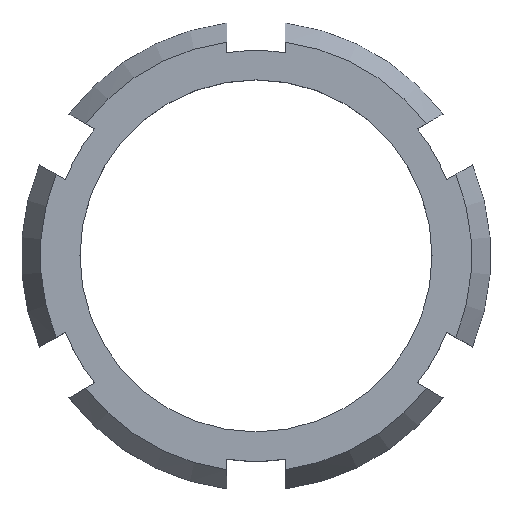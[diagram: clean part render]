
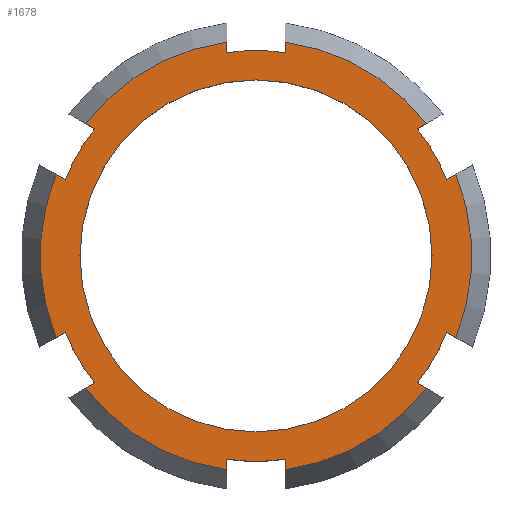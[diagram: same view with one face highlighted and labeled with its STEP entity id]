
A CAD part, top view. The second image highlights one B-rep face of the part: STEP entity #1678.
In plain terms, the highlighted planar face has unit normal (0, 0, 1).
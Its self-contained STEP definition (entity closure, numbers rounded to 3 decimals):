
#93=CARTESIAN_POINT('',(-7.5,0.,19.3));
#94=VERTEX_POINT('',#93);
#110=CARTESIAN_POINT('',(7.5,0.0,19.3));
#111=VERTEX_POINT('',#110);
#118=CARTESIAN_POINT('',(0.0,0.0,19.3));
#119=DIRECTION('',(0.0,0.0,-1.0));
#120=DIRECTION('',(-1.0,0.0,0.0));
#121=AXIS2_PLACEMENT_3D('',#118,#119,#120);
#122=CIRCLE('',#121,7.5);
#123=EDGE_CURVE('',#94,#111,#122,.T.);
#165=CARTESIAN_POINT('',(6.875,5.413,19.3));
#166=VERTEX_POINT('',#165);
#173=CARTESIAN_POINT('',(8.125,3.248,19.3));
#174=VERTEX_POINT('',#173);
#175=CARTESIAN_POINT('',(0.0,0.0,19.3));
#176=DIRECTION('',(0.,0.,1.0));
#177=DIRECTION('',(-0.929,-0.371,0.));
#178=AXIS2_PLACEMENT_3D('',#175,#176,#177);
#179=CIRCLE('',#178,8.75);
#180=EDGE_CURVE('',#174,#166,#179,.T.);
#198=CARTESIAN_POINT('',(8.511,3.471,19.3));
#199=VERTEX_POINT('',#198);
#228=CARTESIAN_POINT('',(8.511,3.471,19.3));
#229=DIRECTION('',(-0.866,-0.5,0.0));
#230=VECTOR('',#229,0.446);
#231=LINE('',#228,#230);
#232=EDGE_CURVE('',#199,#174,#231,.T.);
#242=CARTESIAN_POINT('',(7.261,5.636,19.3));
#243=VERTEX_POINT('',#242);
#259=CARTESIAN_POINT('',(6.875,5.413,19.3));
#260=DIRECTION('',(0.866,0.5,0.0));
#261=VECTOR('',#260,0.446);
#262=LINE('',#259,#261);
#263=EDGE_CURVE('',#166,#243,#262,.T.);
#320=CARTESIAN_POINT('',(8.125,-3.248,19.3));
#321=VERTEX_POINT('',#320);
#328=CARTESIAN_POINT('',(6.875,-5.413,19.3));
#329=VERTEX_POINT('',#328);
#330=CARTESIAN_POINT('',(0.0,0.0,19.3));
#331=DIRECTION('',(0.,0.,1.0));
#332=DIRECTION('',(-0.786,0.619,0.));
#333=AXIS2_PLACEMENT_3D('',#330,#331,#332);
#334=CIRCLE('',#333,8.75);
#335=EDGE_CURVE('',#329,#321,#334,.T.);
#353=CARTESIAN_POINT('',(7.261,-5.636,19.3));
#354=VERTEX_POINT('',#353);
#383=CARTESIAN_POINT('',(7.261,-5.636,19.3));
#384=DIRECTION('',(-0.866,0.5,0.0));
#385=VECTOR('',#384,0.446);
#386=LINE('',#383,#385);
#387=EDGE_CURVE('',#354,#329,#386,.T.);
#397=CARTESIAN_POINT('',(8.511,-3.471,19.3));
#398=VERTEX_POINT('',#397);
#414=CARTESIAN_POINT('',(8.125,-3.248,19.3));
#415=DIRECTION('',(0.866,-0.5,0.0));
#416=VECTOR('',#415,0.446);
#417=LINE('',#414,#416);
#418=EDGE_CURVE('',#321,#398,#417,.T.);
#475=CARTESIAN_POINT('',(1.25,-8.66,19.3));
#476=VERTEX_POINT('',#475);
#483=CARTESIAN_POINT('',(-1.25,-8.66,19.3));
#484=VERTEX_POINT('',#483);
#485=CARTESIAN_POINT('',(0.0,0.0,19.3));
#486=DIRECTION('',(0.,0.,1.0));
#487=DIRECTION('',(0.143,0.99,0.));
#488=AXIS2_PLACEMENT_3D('',#485,#486,#487);
#489=CIRCLE('',#488,8.75);
#490=EDGE_CURVE('',#484,#476,#489,.T.);
#508=CARTESIAN_POINT('',(-1.25,-9.106,19.3));
#509=VERTEX_POINT('',#508);
#538=CARTESIAN_POINT('',(-1.25,-9.106,19.3));
#539=DIRECTION('',(0.0,1.0,0.0));
#540=VECTOR('',#539,0.446);
#541=LINE('',#538,#540);
#542=EDGE_CURVE('',#509,#484,#541,.T.);
#552=CARTESIAN_POINT('',(1.25,-9.106,19.3));
#553=VERTEX_POINT('',#552);
#569=CARTESIAN_POINT('',(1.25,-8.66,19.3));
#570=DIRECTION('',(0.0,-1.0,0.0));
#571=VECTOR('',#570,0.446);
#572=LINE('',#569,#571);
#573=EDGE_CURVE('',#476,#553,#572,.T.);
#630=CARTESIAN_POINT('',(-6.875,-5.413,19.3));
#631=VERTEX_POINT('',#630);
#638=CARTESIAN_POINT('',(-8.125,-3.248,19.3));
#639=VERTEX_POINT('',#638);
#640=CARTESIAN_POINT('',(0.0,0.0,19.3));
#641=DIRECTION('',(0.,0.,1.0));
#642=DIRECTION('',(0.929,0.371,0.));
#643=AXIS2_PLACEMENT_3D('',#640,#641,#642);
#644=CIRCLE('',#643,8.75);
#645=EDGE_CURVE('',#639,#631,#644,.T.);
#663=CARTESIAN_POINT('',(-8.511,-3.471,19.3));
#664=VERTEX_POINT('',#663);
#693=CARTESIAN_POINT('',(-8.511,-3.471,19.3));
#694=DIRECTION('',(0.866,0.5,0.0));
#695=VECTOR('',#694,0.446);
#696=LINE('',#693,#695);
#697=EDGE_CURVE('',#664,#639,#696,.T.);
#707=CARTESIAN_POINT('',(-7.261,-5.636,19.3));
#708=VERTEX_POINT('',#707);
#724=CARTESIAN_POINT('',(-6.875,-5.413,19.3));
#725=DIRECTION('',(-0.866,-0.5,0.0));
#726=VECTOR('',#725,0.446);
#727=LINE('',#724,#726);
#728=EDGE_CURVE('',#631,#708,#727,.T.);
#785=CARTESIAN_POINT('',(-8.125,3.248,19.3));
#786=VERTEX_POINT('',#785);
#793=CARTESIAN_POINT('',(-6.875,5.413,19.3));
#794=VERTEX_POINT('',#793);
#795=CARTESIAN_POINT('',(0.0,0.0,19.3));
#796=DIRECTION('',(0.,0.,1.0));
#797=DIRECTION('',(0.786,-0.619,0.));
#798=AXIS2_PLACEMENT_3D('',#795,#796,#797);
#799=CIRCLE('',#798,8.75);
#800=EDGE_CURVE('',#794,#786,#799,.T.);
#818=CARTESIAN_POINT('',(-7.261,5.636,19.3));
#819=VERTEX_POINT('',#818);
#848=CARTESIAN_POINT('',(-7.261,5.636,19.3));
#849=DIRECTION('',(0.866,-0.5,0.0));
#850=VECTOR('',#849,0.446);
#851=LINE('',#848,#850);
#852=EDGE_CURVE('',#819,#794,#851,.T.);
#862=CARTESIAN_POINT('',(-8.511,3.471,19.3));
#863=VERTEX_POINT('',#862);
#879=CARTESIAN_POINT('',(-8.125,3.248,19.3));
#880=DIRECTION('',(-0.866,0.5,0.0));
#881=VECTOR('',#880,0.446);
#882=LINE('',#879,#881);
#883=EDGE_CURVE('',#786,#863,#882,.T.);
#1234=CARTESIAN_POINT('',(-1.25,9.106,19.3));
#1235=VERTEX_POINT('',#1234);
#1236=CARTESIAN_POINT('',(0.0,0.0,19.3));
#1237=DIRECTION('',(0.0,0.0,1.0));
#1238=DIRECTION('',(0.0,-1.0,0.0));
#1239=AXIS2_PLACEMENT_3D('',#1236,#1237,#1238);
#1240=CIRCLE('',#1239,9.192);
#1241=EDGE_CURVE('',#1235,#819,#1240,.T.);
#1287=CARTESIAN_POINT('',(0.0,0.0,19.3));
#1288=DIRECTION('',(0.0,0.0,1.0));
#1289=DIRECTION('',(0.0,-1.0,0.0));
#1290=AXIS2_PLACEMENT_3D('',#1287,#1288,#1289);
#1291=CIRCLE('',#1290,9.192);
#1292=EDGE_CURVE('',#863,#664,#1291,.T.);
#1326=CARTESIAN_POINT('',(0.0,0.0,19.3));
#1327=DIRECTION('',(0.0,0.0,1.0));
#1328=DIRECTION('',(0.0,-1.0,0.0));
#1329=AXIS2_PLACEMENT_3D('',#1326,#1327,#1328);
#1330=CIRCLE('',#1329,9.192);
#1331=EDGE_CURVE('',#708,#509,#1330,.T.);
#1365=CARTESIAN_POINT('',(0.0,0.0,19.3));
#1366=DIRECTION('',(0.0,0.0,1.0));
#1367=DIRECTION('',(0.0,-1.0,0.0));
#1368=AXIS2_PLACEMENT_3D('',#1365,#1366,#1367);
#1369=CIRCLE('',#1368,9.192);
#1370=EDGE_CURVE('',#553,#354,#1369,.T.);
#1404=CARTESIAN_POINT('',(0.0,0.0,19.3));
#1405=DIRECTION('',(0.0,0.0,1.0));
#1406=DIRECTION('',(0.0,-1.0,0.0));
#1407=AXIS2_PLACEMENT_3D('',#1404,#1405,#1406);
#1408=CIRCLE('',#1407,9.192);
#1409=EDGE_CURVE('',#398,#199,#1408,.T.);
#1443=CARTESIAN_POINT('',(-1.25,8.66,19.3));
#1444=VERTEX_POINT('',#1443);
#1451=CARTESIAN_POINT('',(1.25,8.66,19.3));
#1452=VERTEX_POINT('',#1451);
#1453=CARTESIAN_POINT('',(0.0,0.0,19.3));
#1454=DIRECTION('',(0.,0.,1.0));
#1455=DIRECTION('',(-0.143,-0.99,0.));
#1456=AXIS2_PLACEMENT_3D('',#1453,#1454,#1455);
#1457=CIRCLE('',#1456,8.75);
#1458=EDGE_CURVE('',#1452,#1444,#1457,.T.);
#1476=CARTESIAN_POINT('',(1.25,9.106,19.3));
#1477=VERTEX_POINT('',#1476);
#1499=CARTESIAN_POINT('',(1.25,9.106,19.3));
#1500=DIRECTION('',(0.0,-1.0,0.0));
#1501=VECTOR('',#1500,0.446);
#1502=LINE('',#1499,#1501);
#1503=EDGE_CURVE('',#1477,#1452,#1502,.T.);
#1514=CARTESIAN_POINT('',(-1.25,8.66,19.3));
#1515=DIRECTION('',(0.0,1.0,0.0));
#1516=VECTOR('',#1515,0.446);
#1517=LINE('',#1514,#1516);
#1518=EDGE_CURVE('',#1444,#1235,#1517,.T.);
#1561=CARTESIAN_POINT('',(0.0,0.0,19.3));
#1562=DIRECTION('',(0.0,0.0,1.0));
#1563=DIRECTION('',(0.0,-1.0,0.0));
#1564=AXIS2_PLACEMENT_3D('',#1561,#1562,#1563);
#1565=CIRCLE('',#1564,9.192);
#1566=EDGE_CURVE('',#243,#1477,#1565,.T.);
#1598=CARTESIAN_POINT('',(0.0,0.0,19.3));
#1599=DIRECTION('',(0.0,0.0,-1.0));
#1600=DIRECTION('',(-1.0,0.0,0.0));
#1601=AXIS2_PLACEMENT_3D('',#1598,#1599,#1600);
#1602=CIRCLE('',#1601,7.5);
#1603=EDGE_CURVE('',#111,#94,#1602,.T.);
#1643=CARTESIAN_POINT('',(0.0,0.0,19.3));
#1644=DIRECTION('',(0.0,0.0,-1.0));
#1645=DIRECTION('',(0.0,-1.0,0.0));
#1646=AXIS2_PLACEMENT_3D('',#1643,#1644,#1645);
#1647=PLANE('',#1646);
#1648=ORIENTED_EDGE('',*,*,#263,.T.);
#1649=ORIENTED_EDGE('',*,*,#1566,.T.);
#1650=ORIENTED_EDGE('',*,*,#1503,.T.);
#1651=ORIENTED_EDGE('',*,*,#1458,.T.);
#1652=ORIENTED_EDGE('',*,*,#1518,.T.);
#1653=ORIENTED_EDGE('',*,*,#1241,.T.);
#1654=ORIENTED_EDGE('',*,*,#852,.T.);
#1655=ORIENTED_EDGE('',*,*,#800,.T.);
#1656=ORIENTED_EDGE('',*,*,#883,.T.);
#1657=ORIENTED_EDGE('',*,*,#1292,.T.);
#1658=ORIENTED_EDGE('',*,*,#697,.T.);
#1659=ORIENTED_EDGE('',*,*,#645,.T.);
#1660=ORIENTED_EDGE('',*,*,#728,.T.);
#1661=ORIENTED_EDGE('',*,*,#1331,.T.);
#1662=ORIENTED_EDGE('',*,*,#542,.T.);
#1663=ORIENTED_EDGE('',*,*,#490,.T.);
#1664=ORIENTED_EDGE('',*,*,#573,.T.);
#1665=ORIENTED_EDGE('',*,*,#1370,.T.);
#1666=ORIENTED_EDGE('',*,*,#387,.T.);
#1667=ORIENTED_EDGE('',*,*,#335,.T.);
#1668=ORIENTED_EDGE('',*,*,#418,.T.);
#1669=ORIENTED_EDGE('',*,*,#1409,.T.);
#1670=ORIENTED_EDGE('',*,*,#232,.T.);
#1671=ORIENTED_EDGE('',*,*,#180,.T.);
#1672=EDGE_LOOP('',(#1648,#1649,#1650,#1651,#1652,#1653,#1654,#1655,#1656,#1657,#1658,#1659,#1660,#1661,#1662,#1663,#1664,#1665,#1666,#1667,#1668,#1669,#1670,#1671));
#1673=FACE_OUTER_BOUND('',#1672,.T.);
#1674=ORIENTED_EDGE('',*,*,#1603,.T.);
#1675=ORIENTED_EDGE('',*,*,#123,.T.);
#1676=EDGE_LOOP('',(#1674,#1675));
#1677=FACE_BOUND('',#1676,.T.);
#1678=ADVANCED_FACE('',(#1673,#1677),#1647,.F.);
